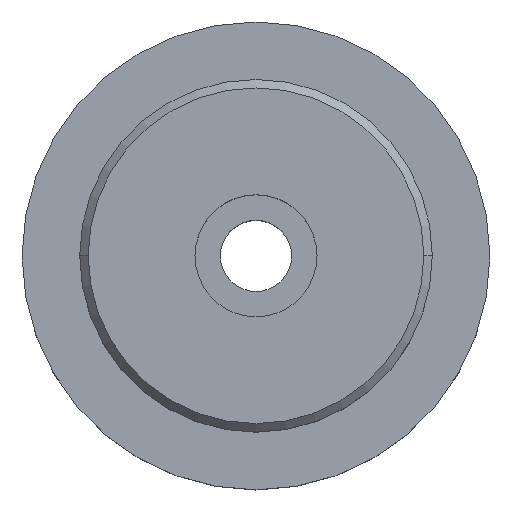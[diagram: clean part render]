
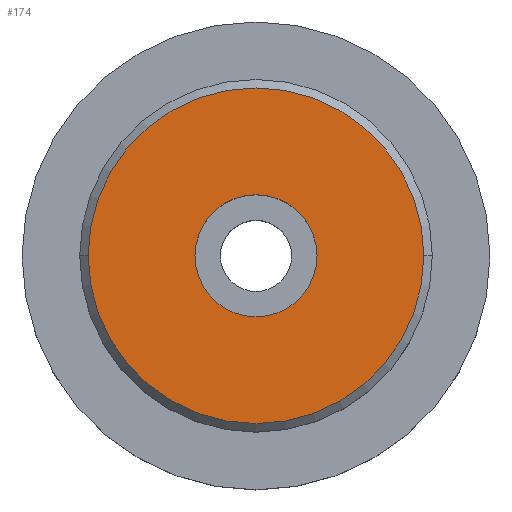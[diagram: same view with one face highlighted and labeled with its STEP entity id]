
A CAD part, top view. The second image highlights one B-rep face of the part: STEP entity #174.
In plain terms, the highlighted planar face has unit normal (0, 0, 1).
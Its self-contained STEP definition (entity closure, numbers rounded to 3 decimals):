
#122=EDGE_CURVE('',#216,#128,#288,.T.);
#128=VERTEX_POINT('',#296);
#174=ADVANCED_FACE('',(#349,#350),#351,.T.);
#176=EDGE_CURVE('',#206,#194,#353,.T.);
#188=EDGE_CURVE('',#194,#206,#365,.T.);
#194=VERTEX_POINT('',#372);
#206=VERTEX_POINT('',#385);
#216=VERTEX_POINT('',#399);
#240=EDGE_CURVE('',#128,#216,#425,.T.);
#288=CIRCLE('',#469,9.0);
#296=CARTESIAN_POINT('',(9.0,0.,26.0));
#349=FACE_OUTER_BOUND('',#545,.T.);
#350=FACE_BOUND('',#546,.T.);
#351=PLANE('',#547);
#353=CIRCLE('',#550,24.75);
#365=CIRCLE('',#567,24.75);
#372=CARTESIAN_POINT('',(24.75,0.,26.0));
#385=CARTESIAN_POINT('',(-24.75,0.,26.0));
#399=CARTESIAN_POINT('',(-9.0,0.,26.0));
#425=CIRCLE('',#645,9.0);
#469=AXIS2_PLACEMENT_3D('',#672,#673,#674);
#545=EDGE_LOOP('',(#765,#766));
#546=EDGE_LOOP('',(#767,#768));
#547=AXIS2_PLACEMENT_3D('',#769,#770,#771);
#550=AXIS2_PLACEMENT_3D('',#772,#773,#774);
#567=AXIS2_PLACEMENT_3D('',#782,#783,#784);
#645=AXIS2_PLACEMENT_3D('',#854,#855,#856);
#672=CARTESIAN_POINT('',(0.0,0.,26.0));
#673=DIRECTION('',(0.0,0.0,1.0));
#674=DIRECTION('',(-1.0,0.,0.0));
#765=ORIENTED_EDGE('',*,*,#176,.T.);
#766=ORIENTED_EDGE('',*,*,#188,.T.);
#767=ORIENTED_EDGE('',*,*,#122,.F.);
#768=ORIENTED_EDGE('',*,*,#240,.F.);
#769=CARTESIAN_POINT('',(-17.5,0.,26.0));
#770=DIRECTION('',(0.0,0.0,1.0));
#771=DIRECTION('',(-1.0,0.,0.0));
#772=CARTESIAN_POINT('',(0.0,0.,26.0));
#773=DIRECTION('',(0.0,0.0,1.0));
#774=DIRECTION('',(-1.0,0.,0.0));
#782=CARTESIAN_POINT('',(0.0,0.,26.0));
#783=DIRECTION('',(0.0,0.0,1.0));
#784=DIRECTION('',(-1.0,0.,0.0));
#854=CARTESIAN_POINT('',(0.0,0.,26.0));
#855=DIRECTION('',(0.0,0.0,1.0));
#856=DIRECTION('',(-1.0,0.,0.0));
